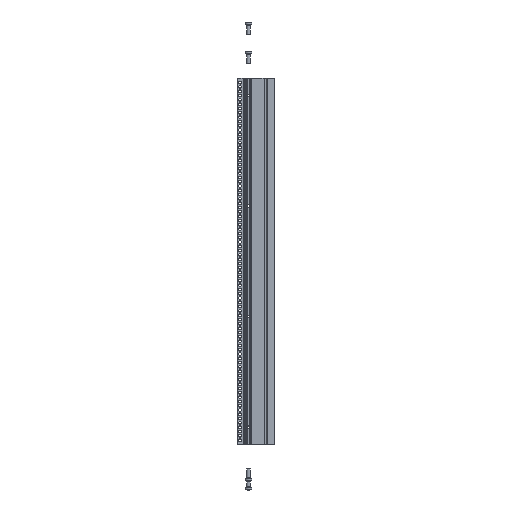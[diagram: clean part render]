
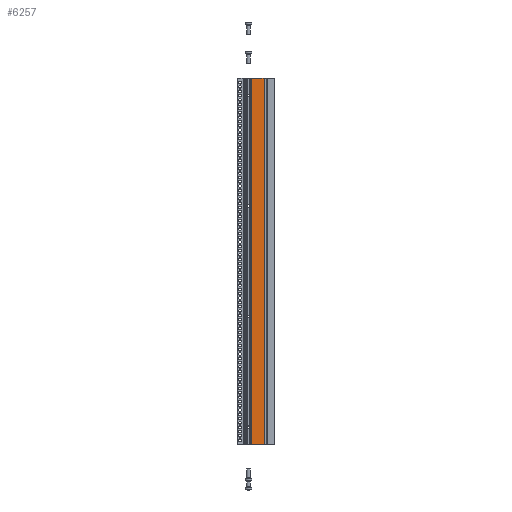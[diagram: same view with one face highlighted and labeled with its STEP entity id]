
A CAD part, front view. The second image highlights one B-rep face of the part: STEP entity #6257.
In plain terms, the highlighted face is planar.
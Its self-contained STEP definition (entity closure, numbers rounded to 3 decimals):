
#171=PLANE($,#6981);
#258=LINE($,#9440,#544);
#260=LINE($,#9460,#546);
#270=LINE($,#9495,#556);
#382=LINE($,#10545,#668);
#544=VECTOR($,#7665,15.12);
#546=VECTOR($,#7685,431.8);
#556=VECTOR($,#7727,15.12);
#668=VECTOR($,#7981,431.8);
#1570=FACE_OUTER_BOUND($,#2398,.T.);
#2398=EDGE_LOOP($,(#5624,#5625,#5626,#5627));
#3107=VERTEX_POINT($,#9437);
#3108=VERTEX_POINT($,#9439);
#3117=VERTEX_POINT($,#9459);
#3126=VERTEX_POINT($,#9494);
#3730=EDGE_CURVE($,#3107,#3108,#258,.T.);
#3740=EDGE_CURVE($,#3108,#3117,#260,.T.);
#3758=EDGE_CURVE($,#3117,#3126,#270,.T.);
#3940=EDGE_CURVE($,#3107,#3126,#382,.T.);
#5624=ORIENTED_EDGE($,*,*,#3740,.F.);
#5625=ORIENTED_EDGE($,*,*,#3730,.F.);
#5626=ORIENTED_EDGE($,*,*,#3940,.T.);
#5627=ORIENTED_EDGE($,*,*,#3758,.F.);
#6257=ADVANCED_FACE($,(#1570),#171,.T.);
#6981=AXIS2_PLACEMENT_3D($,#11096,#8684,#8685);
#7665=DIRECTION($,(1.,0.,0.));
#7685=DIRECTION($,(0.,0.,1.));
#7727=DIRECTION($,(-1.,0.,0.));
#7981=DIRECTION($,(0.,0.,1.));
#8684=DIRECTION('center_axis',(0.,1.,0.));
#8685=DIRECTION('ref_axis',(0.,0.,1.));
#9437=CARTESIAN_POINT('',(889.214,368.351,0.));
#9439=CARTESIAN_POINT('',(904.334,368.351,0.));
#9440=CARTESIAN_POINT($,(830.912,368.351,0.));
#9459=CARTESIAN_POINT('',(904.334,368.351,431.8));
#9460=CARTESIAN_POINT($,(904.334,368.351,215.9));
#9494=CARTESIAN_POINT('',(889.214,368.351,431.8));
#9495=CARTESIAN_POINT($,(894.896,368.351,431.8));
#10545=CARTESIAN_POINT($,(889.214,368.351,215.9));
#11096=CARTESIAN_POINT('Origin',(880.239,368.351,0.));
